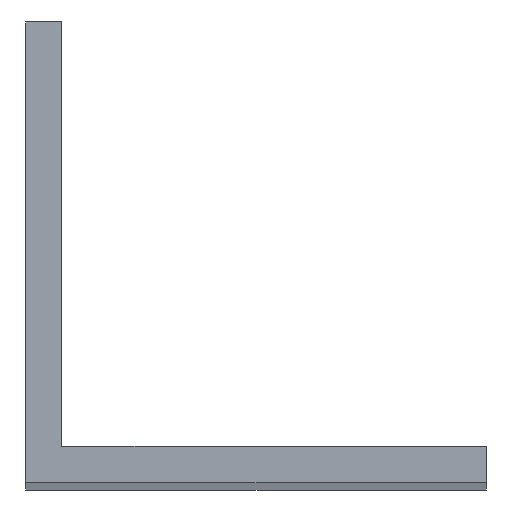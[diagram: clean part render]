
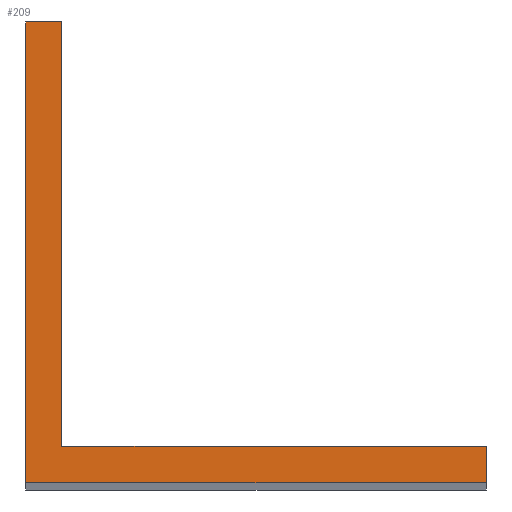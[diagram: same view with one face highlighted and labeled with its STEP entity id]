
A CAD part, top view. The second image highlights one B-rep face of the part: STEP entity #209.
In plain terms, the highlighted planar face has unit normal (0, 0, 1).
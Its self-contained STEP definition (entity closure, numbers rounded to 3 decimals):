
#1 = CARTESIAN_POINT ( 'NONE',  ( -10.7, 2., 115.4 ) ) ;
#2 = VECTOR ( 'NONE', #4, 1000. ) ;
#4 = DIRECTION ( 'NONE',  ( 0., -1., 0. ) ) ;
#16 = VECTOR ( 'NONE', #190, 1000. ) ;
#36 = ORIENTED_EDGE ( 'NONE', *, *, #201, .F. ) ;
#52 = CARTESIAN_POINT ( 'NONE',  ( 12.7, 0., 115.4 ) ) ;
#57 = DIRECTION ( 'NONE',  ( 0., 0., -1. ) ) ;
#69 = VECTOR ( 'NONE', #151, 1000. ) ;
#82 = DIRECTION ( 'NONE',  ( 0., -1., 0. ) ) ;
#84 = VERTEX_POINT ( 'NONE', #119 ) ;
#92 = ORIENTED_EDGE ( 'NONE', *, *, #115, .T. ) ;
#101 = EDGE_CURVE ( 'NONE', #106, #102, #142, .T. ) ;
#102 = VERTEX_POINT ( 'NONE', #285 ) ;
#105 = CARTESIAN_POINT ( 'NONE',  ( -12.7, 25.4, 115.4 ) ) ;
#106 = VERTEX_POINT ( 'NONE', #1 ) ;
#113 = LINE ( 'NONE', #155, #277 ) ;
#115 = EDGE_CURVE ( 'NONE', #129, #84, #254, .T. ) ;
#117 = LINE ( 'NONE', #223, #299 ) ;
#119 = CARTESIAN_POINT ( 'NONE',  ( 12.7, 0., 115.4 ) ) ;
#128 = FACE_OUTER_BOUND ( 'NONE', #300, .T. ) ;
#129 = VERTEX_POINT ( 'NONE', #193 ) ;
#130 = CARTESIAN_POINT ( 'NONE',  ( 12.7, 2., 115.4 ) ) ;
#133 = AXIS2_PLACEMENT_3D ( 'NONE', #245, #57, #264 ) ;
#136 = EDGE_CURVE ( 'NONE', #239, #106, #267, .T. ) ;
#142 = LINE ( 'NONE', #170, #69 ) ;
#143 = EDGE_CURVE ( 'NONE', #161, #129, #117, .T. ) ;
#150 = LINE ( 'NONE', #130, #192 ) ;
#151 = DIRECTION ( 'NONE',  ( 1., 0., 0. ) ) ;
#155 = CARTESIAN_POINT ( 'NONE',  ( -12.7, 25.4, 115.4 ) ) ;
#161 = VERTEX_POINT ( 'NONE', #105 ) ;
#169 = ORIENTED_EDGE ( 'NONE', *, *, #180, .F. ) ;
#170 = CARTESIAN_POINT ( 'NONE',  ( 12.7, 2., 115.4 ) ) ;
#177 = DIRECTION ( 'NONE',  ( 1., 0., 0. ) ) ;
#180 = EDGE_CURVE ( 'NONE', #161, #239, #113, .T. ) ;
#182 = ORIENTED_EDGE ( 'NONE', *, *, #136, .F. ) ;
#190 = DIRECTION ( 'NONE',  ( 1., 0., 0. ) ) ;
#192 = VECTOR ( 'NONE', #82, 1000. ) ;
#193 = CARTESIAN_POINT ( 'NONE',  ( -12.7, 0., 115.4 ) ) ;
#200 = PLANE ( 'NONE',  #133 ) ;
#201 = EDGE_CURVE ( 'NONE', #102, #84, #150, .T. ) ;
#209 = ADVANCED_FACE ( 'NONE', ( #128 ), #200, .F. ) ;
#217 = ORIENTED_EDGE ( 'NONE', *, *, #101, .F. ) ;
#223 = CARTESIAN_POINT ( 'NONE',  ( -12.7, 2., 115.4 ) ) ;
#228 = DIRECTION ( 'NONE',  ( 0., -1., 0. ) ) ;
#239 = VERTEX_POINT ( 'NONE', #266 ) ;
#245 = CARTESIAN_POINT ( 'NONE',  ( 12.7, 2., 115.4 ) ) ;
#254 = LINE ( 'NONE', #52, #16 ) ;
#258 = CARTESIAN_POINT ( 'NONE',  ( -10.7, 25.4, 115.4 ) ) ;
#264 = DIRECTION ( 'NONE',  ( -1., 0., 0. ) ) ;
#266 = CARTESIAN_POINT ( 'NONE',  ( -10.7, 25.4, 115.4 ) ) ;
#267 = LINE ( 'NONE', #258, #2 ) ;
#268 = ORIENTED_EDGE ( 'NONE', *, *, #143, .T. ) ;
#277 = VECTOR ( 'NONE', #177, 1000. ) ;
#285 = CARTESIAN_POINT ( 'NONE',  ( 12.7, 2., 115.4 ) ) ;
#299 = VECTOR ( 'NONE', #228, 1000. ) ;
#300 = EDGE_LOOP ( 'NONE', ( #92, #36, #217, #182, #169, #268 ) ) ;
